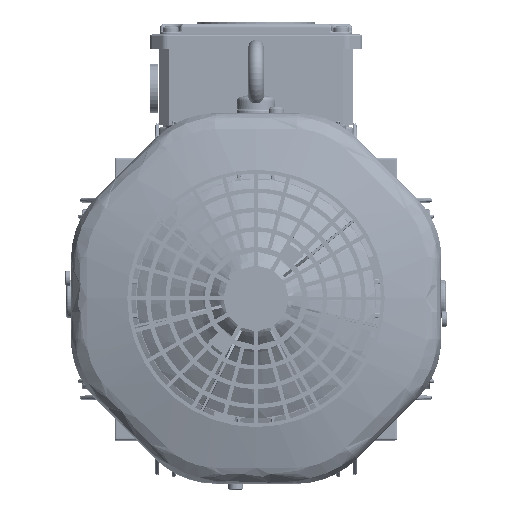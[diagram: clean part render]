
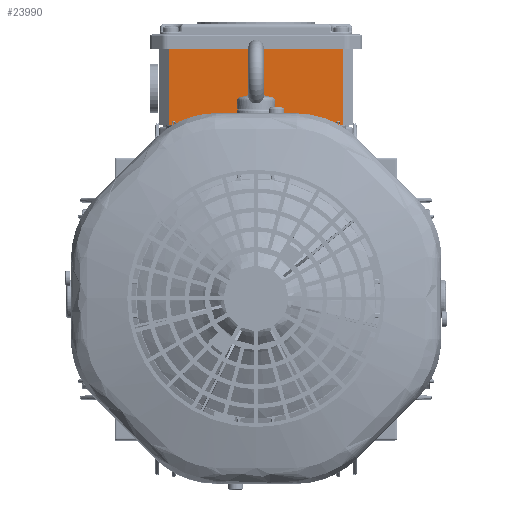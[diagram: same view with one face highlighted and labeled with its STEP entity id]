
A CAD part, top view. The second image highlights one B-rep face of the part: STEP entity #23990.
In plain terms, the highlighted planar face has unit normal (0, 0, 1).
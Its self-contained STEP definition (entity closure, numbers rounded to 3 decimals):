
#20354=PLANE('',#108258);
#23990=ADVANCED_FACE('',(#29661),#20354,.T.);
#29661=FACE_OUTER_BOUND('',#35008,.T.);
#35008=EDGE_LOOP('',(#53743,#53744,#53745,#53746));
#40345=LINE('',#147718,#45398);
#40349=LINE('',#147726,#45402);
#40359=LINE('',#147747,#45412);
#40371=LINE('',#147770,#45424);
#45398=VECTOR('',#117857,1.);
#45402=VECTOR('',#117863,1.);
#45412=VECTOR('',#117877,1.);
#45424=VECTOR('',#117891,1.);
#53743=ORIENTED_EDGE('',*,*,#88902,.F.);
#53744=ORIENTED_EDGE('',*,*,#88914,.T.);
#53745=ORIENTED_EDGE('',*,*,#88892,.F.);
#53746=ORIENTED_EDGE('',*,*,#88888,.F.);
#78025=VERTEX_POINT('',#147716);
#78027=VERTEX_POINT('',#147719);
#78030=VERTEX_POINT('',#147727);
#78038=VERTEX_POINT('',#147746);
#88888=EDGE_CURVE('',#78025,#78027,#40345,.T.);
#88892=EDGE_CURVE('',#78027,#78030,#40349,.T.);
#88902=EDGE_CURVE('',#78038,#78025,#40359,.T.);
#88914=EDGE_CURVE('',#78038,#78030,#40371,.T.);
#108258=AXIS2_PLACEMENT_3D('',#147771,#117892,#117893);
#117857=DIRECTION('',(0.,-1.,0.));
#117863=DIRECTION('',(-1.,0.,0.));
#117877=DIRECTION('',(1.,0.,0.));
#117891=DIRECTION('',(0.,-1.,0.));
#117892=DIRECTION('',(0.,0.,1.));
#117893=DIRECTION('',(1.,0.,0.));
#147716=CARTESIAN_POINT('',(45.172,129.5,172.));
#147718=CARTESIAN_POINT('',(45.172,142.,172.));
#147719=CARTESIAN_POINT('',(45.172,90.,172.));
#147726=CARTESIAN_POINT('',(45.172,90.,172.));
#147727=CARTESIAN_POINT('',(-45.172,90.,172.));
#147746=CARTESIAN_POINT('',(-45.172,129.5,172.));
#147747=CARTESIAN_POINT('',(-45.172,129.5,172.));
#147770=CARTESIAN_POINT('',(-45.172,142.,172.));
#147771=CARTESIAN_POINT('',(45.172,142.,172.));
